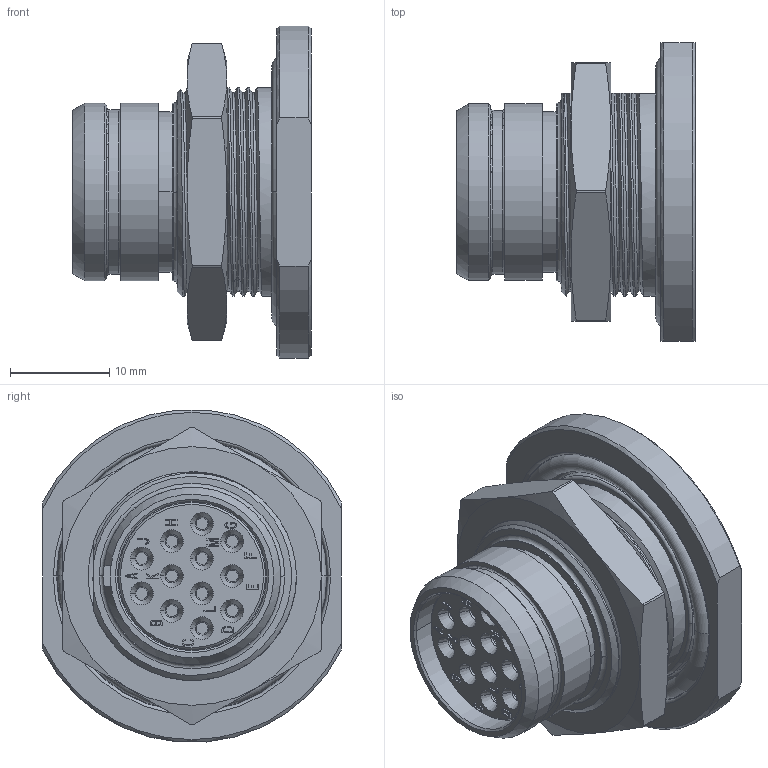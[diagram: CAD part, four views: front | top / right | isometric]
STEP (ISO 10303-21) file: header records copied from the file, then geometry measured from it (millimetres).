
FILE_DESCRIPTION((''),'2;1');
FILE_NAME('1332EV212FS','2024-08-23T09:38:45',('paultorloting'),('NET AG system integration'),'CREO PARAMETRIC BY PTC INC, 2021404','CREO PARAMETRIC BY PTC INC, 2021404','');
FILE_SCHEMA(('AUTOMOTIVE_DESIGN { 1 0 10303 214 1 1 1 1 }'));
Products named in the file (1): 1332EV212FS
Bounding box: 24 x 30 x 33.38 mm (x, y, z)
Volume: 7745.4 mm3; surface area: 10675 mm2
Topology: 1 solids, 1 shells, 1531 faces, 4017 edges, 2569 vertices
Faces by surface type: plane 777, cylinder 371, cone 161, torus 111, bspline 111
Entity records: 67318 total; most frequent: CARTESIAN_POINT 19419, ORIENTED_EDGE 8034, DIRECTION 7871, EDGE_CURVE 4017, AXIS2_PLACEMENT_3D 2935, VERTEX_POINT 2569, VECTOR 1998, LINE 1998
